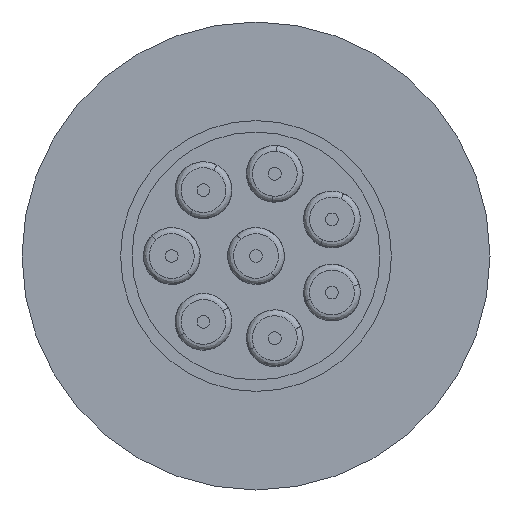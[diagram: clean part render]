
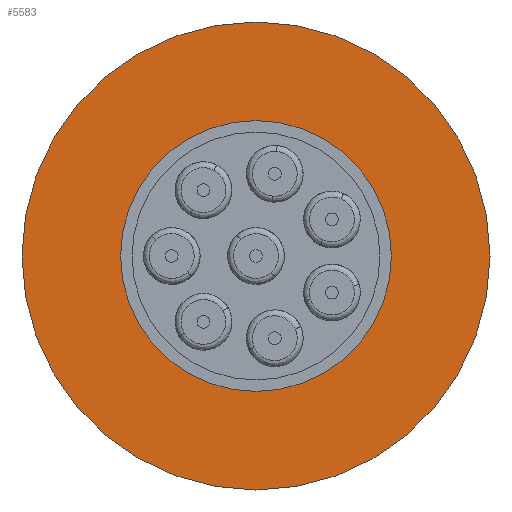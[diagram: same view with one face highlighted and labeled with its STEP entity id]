
A CAD part, front view. The second image highlights one B-rep face of the part: STEP entity #5583.
In plain terms, the highlighted planar face has unit normal (0, -1, 0).
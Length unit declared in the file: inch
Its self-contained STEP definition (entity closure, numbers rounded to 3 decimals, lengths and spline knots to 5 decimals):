
#894 = AXIS2_PLACEMENT_3D ( 'NONE', #2309, #2314, #2315 ) ;
#935 = AXIS2_PLACEMENT_3D ( 'NONE', #2158, #2159, #2160 ) ;
#949 = AXIS2_PLACEMENT_3D ( 'NONE', #2112, #2113, #2114 ) ;
#986 = AXIS2_PLACEMENT_3D ( 'NONE', #1979, #1980, #1981 ) ;
#1004 = AXIS2_PLACEMENT_3D ( 'NONE', #4871, #4872, #4873 ) ;
#1899 = CARTESIAN_POINT ( 'NONE',  ( 0., -0.5, -0.59 ) ) ;
#1979 = CARTESIAN_POINT ( 'NONE',  ( 0., -0.5, 0. ) ) ;
#1980 = DIRECTION ( 'NONE',  ( 0., -1., 0. ) ) ;
#1981 = DIRECTION ( 'NONE',  ( 0., 0., 1. ) ) ;
#2112 = CARTESIAN_POINT ( 'NONE',  ( 0., -0.5, 0. ) ) ;
#2113 = DIRECTION ( 'NONE',  ( 0., -1., 0. ) ) ;
#2114 = DIRECTION ( 'NONE',  ( 0., 0., 1. ) ) ;
#2158 = CARTESIAN_POINT ( 'NONE',  ( 0., -0.5, 0. ) ) ;
#2159 = DIRECTION ( 'NONE',  ( 0., -1., 0. ) ) ;
#2160 = DIRECTION ( 'NONE',  ( 0., 0., 1. ) ) ;
#2309 = CARTESIAN_POINT ( 'NONE',  ( -0.59, -0.5, 0. ) ) ;
#2312 = PLANE ( 'NONE',  #894 ) ;
#2314 = DIRECTION ( 'NONE',  ( 0., 1., 0. ) ) ;
#2315 = DIRECTION ( 'NONE',  ( 0., 0., -1. ) ) ;
#2778 = VERTEX_POINT ( 'NONE', #4384 ) ;
#2864 = VERTEX_POINT ( 'NONE', #6146 ) ;
#3127 = ORIENTED_EDGE ( 'NONE', *, *, #3929, .T. ) ;
#3128 = ORIENTED_EDGE ( 'NONE', *, *, #4026, .F. ) ;
#3197 = VERTEX_POINT ( 'NONE', #1899 ) ;
#3373 = ORIENTED_EDGE ( 'NONE', *, *, #3858, .F. ) ;
#3376 = ORIENTED_EDGE ( 'NONE', *, *, #3880, .T. ) ;
#3858 = EDGE_CURVE ( 'NONE', #2778, #5640, #5089, .T. ) ;
#3880 = EDGE_CURVE ( 'NONE', #2864, #3197, #5060, .T. ) ;
#3929 = EDGE_CURVE ( 'NONE', #3197, #2864, #5001, .T. ) ;
#4026 = EDGE_CURVE ( 'NONE', #5640, #2778, #4983, .T. ) ;
#4384 = CARTESIAN_POINT ( 'NONE',  ( 0., -0.5, 0.3415 ) ) ;
#4871 = CARTESIAN_POINT ( 'NONE',  ( 0., -0.5, 0. ) ) ;
#4872 = DIRECTION ( 'NONE',  ( 0., -1., 0. ) ) ;
#4873 = DIRECTION ( 'NONE',  ( 0., 0., 1. ) ) ;
#4916 = FACE_BOUND ( 'NONE', #5754, .T. ) ;
#4983 = CIRCLE ( 'NONE', #935, 0.3415 ) ;
#5001 = CIRCLE ( 'NONE', #949, 0.59 ) ;
#5060 = CIRCLE ( 'NONE', #986, 0.59 ) ;
#5089 = CIRCLE ( 'NONE', #1004, 0.3415 ) ;
#5329 = FACE_OUTER_BOUND ( 'NONE', #5764, .T. ) ;
#5508 = CARTESIAN_POINT ( 'NONE',  ( 0., -0.5, -0.3415 ) ) ;
#5583 = ADVANCED_FACE ( 'NONE', ( #4916, #5329 ), #2312, .F. ) ;
#5640 = VERTEX_POINT ( 'NONE', #5508 ) ;
#5754 = EDGE_LOOP ( 'NONE', ( #3373, #3128 ) ) ;
#5764 = EDGE_LOOP ( 'NONE', ( #3376, #3127 ) ) ;
#6146 = CARTESIAN_POINT ( 'NONE',  ( 0., -0.5, 0.59 ) ) ;
